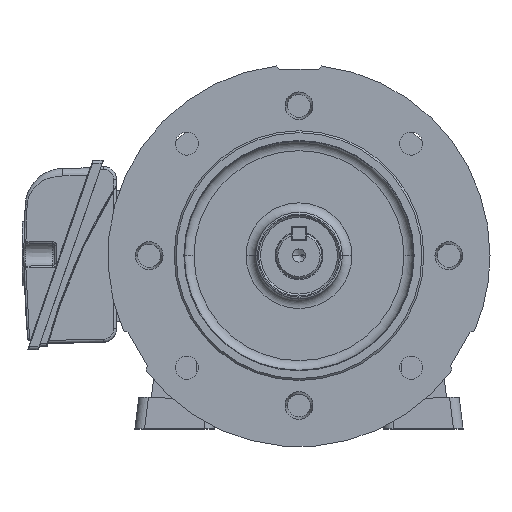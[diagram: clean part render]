
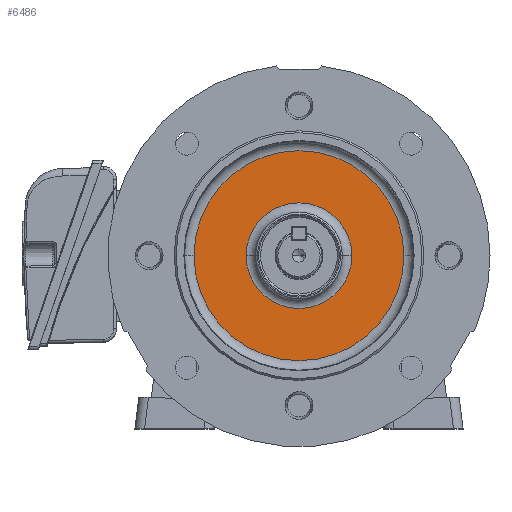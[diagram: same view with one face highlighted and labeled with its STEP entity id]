
A CAD part, top view. The second image highlights one B-rep face of the part: STEP entity #6486.
In plain terms, the highlighted planar face has unit normal (0, 0, 1).
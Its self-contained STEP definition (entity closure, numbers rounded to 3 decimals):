
#2197 = EDGE_CURVE ( 'NONE', #13246, #17739, #7698, .T. ) ;
#3117 = DIRECTION ( 'NONE',  ( 1., 0., 0. ) ) ;
#6281 = ORIENTED_EDGE ( 'NONE', *, *, #50666, .F. ) ;
#6486 = ADVANCED_FACE ( 'NONE', ( #9957, #39344 ), #55428, .F. ) ;
#7698 = CIRCLE ( 'NONE', #58963, 54.647 ) ;
#9071 = VERTEX_POINT ( 'NONE', #28911 ) ;
#9957 = FACE_BOUND ( 'NONE', #37635, .T. ) ;
#12331 = CIRCLE ( 'NONE', #32587, 27.507 ) ;
#12912 = CARTESIAN_POINT ( 'NONE',  ( 0., 0., 0. ) ) ;
#13246 = VERTEX_POINT ( 'NONE', #26592 ) ;
#16593 = AXIS2_PLACEMENT_3D ( 'NONE', #59787, #54773, #35317 ) ;
#17739 = VERTEX_POINT ( 'NONE', #25848 ) ;
#20858 = CIRCLE ( 'NONE', #54681, 27.507 ) ;
#22071 = CARTESIAN_POINT ( 'NONE',  ( 0., 0., 0. ) ) ;
#23600 = DIRECTION ( 'NONE',  ( 0., 0., 1. ) ) ;
#25848 = CARTESIAN_POINT ( 'NONE',  ( -54.647, 0., 0. ) ) ;
#26592 = CARTESIAN_POINT ( 'NONE',  ( 54.647, 0., 0. ) ) ;
#27422 = DIRECTION ( 'NONE',  ( 1., 0., 0. ) ) ;
#28911 = CARTESIAN_POINT ( 'NONE',  ( -27.507, 0., 0. ) ) ;
#30472 = DIRECTION ( 'NONE',  ( 1., 0., 0. ) ) ;
#30785 = EDGE_LOOP ( 'NONE', ( #52687, #56928 ) ) ;
#32587 = AXIS2_PLACEMENT_3D ( 'NONE', #12912, #23600, #64372 ) ;
#33075 = DIRECTION ( 'NONE',  ( 0., 0., 1. ) ) ;
#34450 = CARTESIAN_POINT ( 'NONE',  ( 0., 0., 0. ) ) ;
#35317 = DIRECTION ( 'NONE',  ( -1., 0., 0. ) ) ;
#35796 = DIRECTION ( 'NONE',  ( 0., 0., 1. ) ) ;
#37635 = EDGE_LOOP ( 'NONE', ( #42764, #6281 ) ) ;
#37680 = VERTEX_POINT ( 'NONE', #51067 ) ;
#39344 = FACE_OUTER_BOUND ( 'NONE', #30785, .T. ) ;
#42764 = ORIENTED_EDGE ( 'NONE', *, *, #53125, .F. ) ;
#44113 = AXIS2_PLACEMENT_3D ( 'NONE', #34450, #54877, #3117 ) ;
#46503 = CARTESIAN_POINT ( 'NONE',  ( 0., 0., 0. ) ) ;
#50666 = EDGE_CURVE ( 'NONE', #9071, #37680, #12331, .T. ) ;
#51067 = CARTESIAN_POINT ( 'NONE',  ( 27.507, 0., 0. ) ) ;
#52687 = ORIENTED_EDGE ( 'NONE', *, *, #2197, .T. ) ;
#53125 = EDGE_CURVE ( 'NONE', #37680, #9071, #20858, .T. ) ;
#54681 = AXIS2_PLACEMENT_3D ( 'NONE', #46503, #35796, #30472 ) ;
#54773 = DIRECTION ( 'NONE',  ( 0., 0., -1. ) ) ;
#54877 = DIRECTION ( 'NONE',  ( 0., 0., 1. ) ) ;
#55428 = PLANE ( 'NONE',  #16593 ) ;
#56928 = ORIENTED_EDGE ( 'NONE', *, *, #64810, .T. ) ;
#58051 = CIRCLE ( 'NONE', #44113, 54.647 ) ;
#58963 = AXIS2_PLACEMENT_3D ( 'NONE', #22071, #33075, #27422 ) ;
#59787 = CARTESIAN_POINT ( 'NONE',  ( 0., 27.507, 0. ) ) ;
#64372 = DIRECTION ( 'NONE',  ( 1., 0., 0. ) ) ;
#64810 = EDGE_CURVE ( 'NONE', #17739, #13246, #58051, .T. ) ;
